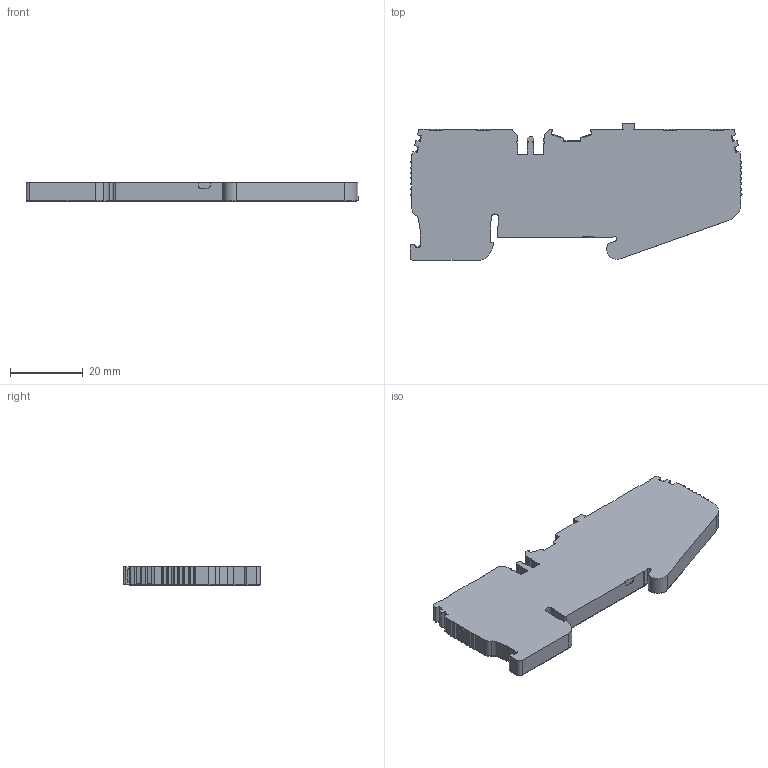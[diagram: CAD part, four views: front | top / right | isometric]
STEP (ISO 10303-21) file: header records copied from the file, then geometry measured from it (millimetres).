
FILE_DESCRIPTION (( 'STEP AP203' ), '1' );
FILE_NAME ('KN-P25CDIS-2-2-25.step', '2025-04-29T14:07:52', ( '' ), ( '' ), 'SwSTEP 2.0', 'SolidWorks 2024', '' );
FILE_SCHEMA (( 'CONFIG_CONTROL_DESIGN' ));
Length unit declared in the file: inch
Products named in the file (1): KN-P25CDIS-2-2-25
Bounding box: 91.5 x 37.67 x 5.15 mm (x, y, z)
Volume: 14027.1 mm3; surface area: 7193.4 mm2
Topology: 1 solids, 1 shells, 774 faces, 2227 edges, 1452 vertices
Faces by surface type: plane 405, cylinder 298, bspline 59, cone 12
Entity records: 26803 total; most frequent: CARTESIAN_POINT 7172, ORIENTED_EDGE 4422, DIRECTION 3694, EDGE_CURVE 2211, VERTEX_POINT 1452, LINE 1362, VECTOR 1362, AXIS2_PLACEMENT_3D 1166
